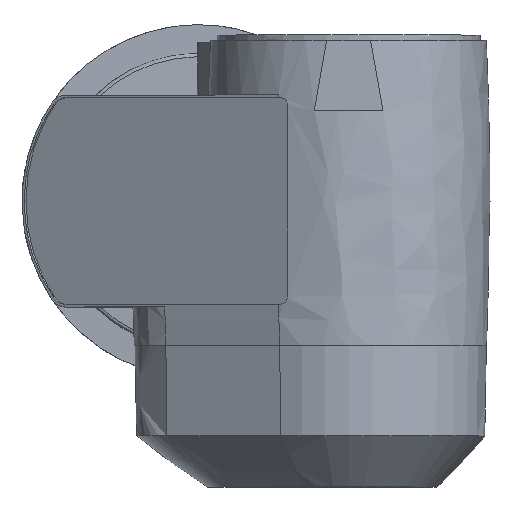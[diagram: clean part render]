
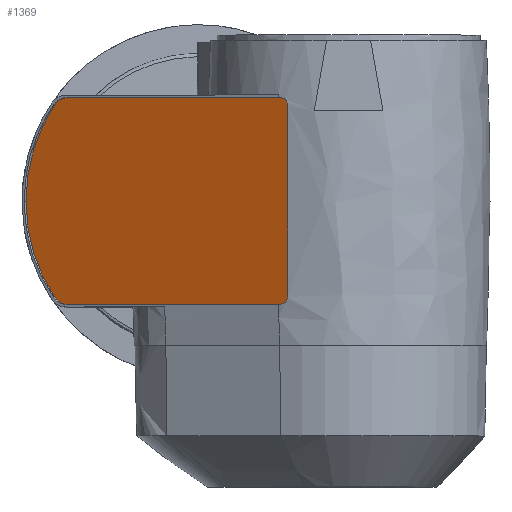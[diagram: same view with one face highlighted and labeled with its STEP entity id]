
A CAD part, top view. The second image highlights one B-rep face of the part: STEP entity #1369.
In plain terms, the highlighted free-form (B-spline) face has degree [1, 1] with [2, 2] control points.
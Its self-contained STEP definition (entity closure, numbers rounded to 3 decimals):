
#176 = EDGE_CURVE ( 'NONE', #1343, #2706, #2500, .T. ) ;
#184 = EDGE_CURVE ( 'NONE', #1343, #2895, #1098, .T. ) ;
#236 = VERTEX_POINT ( 'NONE', #1680 ) ;
#249 = VECTOR ( 'NONE', #322, 1000. ) ;
#305 = DIRECTION ( 'NONE',  ( 0., 0.866, -0.5 ) ) ;
#322 = DIRECTION ( 'NONE',  ( 0., 0.5, 0.866 ) ) ;
#373 = CARTESIAN_POINT ( 'NONE',  ( 0., 101.55, -21.55 ) ) ;
#436 = CARTESIAN_POINT ( 'NONE',  ( 53.5, 143.55, 51.196 ) ) ;
#453 = DIRECTION ( 'NONE',  ( -1., 0., 0. ) ) ;
#542 = CARTESIAN_POINT ( 'NONE',  ( 53.5, 141.05, 46.866 ) ) ;
#546 = CARTESIAN_POINT ( 'NONE',  ( -53.5, 141.05, 46.866 ) ) ;
#584 = CARTESIAN_POINT ( 'NONE',  ( -48.5, 71.006, -74.454 ) ) ;
#588 = LINE ( 'NONE', #436, #1326 ) ;
#711 = ORIENTED_EDGE ( 'NONE', *, *, #2352, .T. ) ;
#780 = CARTESIAN_POINT ( 'NONE',  ( -58.5, 143.55, 51.196 ) ) ;
#790 = AXIS2_PLACEMENT_3D ( 'NONE', #3704, #305, #4396 ) ;
#808 = VERTEX_POINT ( 'NONE', #2103 ) ;
#825 = CARTESIAN_POINT ( 'NONE',  ( -53.5, 143.55, 51.196 ) ) ;
#899 = VECTOR ( 'NONE', #1570, 1000. ) ;
#996 = EDGE_CURVE ( 'NONE', #4359, #2895, #588, .T. ) ;
#1098 = CIRCLE ( 'NONE', #3142, 5. ) ;
#1116 = ORIENTED_EDGE ( 'NONE', *, *, #4121, .F. ) ;
#1199 = ORIENTED_EDGE ( 'NONE', *, *, #176, .F. ) ;
#1322 = DIRECTION ( 'NONE',  ( 0., -0.866, 0.5 ) ) ;
#1326 = VECTOR ( 'NONE', #453, 1000. ) ;
#1343 = VERTEX_POINT ( 'NONE', #2431 ) ;
#1369 = ADVANCED_FACE ( 'NONE', ( #4253 ), #2914, .T. ) ;
#1570 = DIRECTION ( 'NONE',  ( 0., -0.5, -0.866 ) ) ;
#1589 = EDGE_CURVE ( 'NONE', #808, #236, #2025, .T. ) ;
#1621 = EDGE_CURVE ( 'NONE', #3299, #2706, #4190, .T. ) ;
#1639 = AXIS2_PLACEMENT_3D ( 'NONE', #373, #1322, #3466 ) ;
#1669 = CIRCLE ( 'NONE', #790, 10. ) ;
#1680 = CARTESIAN_POINT ( 'NONE',  ( 58.5, 141.05, 46.866 ) ) ;
#1850 = CARTESIAN_POINT ( 'NONE',  ( 58.5, 143.55, 51.196 ) ) ;
#1952 = ORIENTED_EDGE ( 'NONE', *, *, #3626, .T. ) ;
#1984 = EDGE_LOOP ( 'NONE', ( #1199, #2058, #3199, #711, #2923, #1952, #1116, #3534 ) ) ;
#2025 = LINE ( 'NONE', #4058, #249 ) ;
#2058 = ORIENTED_EDGE ( 'NONE', *, *, #184, .T. ) ;
#2103 = CARTESIAN_POINT ( 'NONE',  ( 58.5, 71.006, -74.454 ) ) ;
#2352 = EDGE_CURVE ( 'NONE', #4359, #236, #2372, .T. ) ;
#2372 = CIRCLE ( 'NONE', #3917, 5. ) ;
#2431 = CARTESIAN_POINT ( 'NONE',  ( -58.5, 141.05, 46.866 ) ) ;
#2500 = LINE ( 'NONE', #3987, #899 ) ;
#2555 = CARTESIAN_POINT ( 'NONE',  ( -54.718, 67.09, -81.236 ) ) ;
#2610 = DIRECTION ( 'NONE',  ( 0., 0.866, -0.5 ) ) ;
#2651 = DIRECTION ( 'NONE',  ( 0., 0.866, -0.5 ) ) ;
#2657 = DIRECTION ( 'NONE',  ( -0.622, -0.392, -0.678 ) ) ;
#2706 = VERTEX_POINT ( 'NONE', #3109 ) ;
#2874 = AXIS2_PLACEMENT_3D ( 'NONE', #584, #3689, #2657 ) ;
#2895 = VERTEX_POINT ( 'NONE', #825 ) ;
#2914 = B_SPLINE_SURFACE_WITH_KNOTS ( 'NONE', 1, 1, ( 
 ( #4191, #1850 ),
 ( #4227, #780 ) ),
 .UNSPECIFIED., .F., .F., .F.,
 ( 2, 2 ),
 ( 2, 2 ),
 ( 61.5, 178.5 ),
 ( -166., 6. ),
 .UNSPECIFIED. ) ;
#2923 = ORIENTED_EDGE ( 'NONE', *, *, #1589, .F. ) ;
#3109 = CARTESIAN_POINT ( 'NONE',  ( -58.5, 71.006, -74.454 ) ) ;
#3116 = CIRCLE ( 'NONE', #1639, 88. ) ;
#3142 = AXIS2_PLACEMENT_3D ( 'NONE', #546, #2651, #4035 ) ;
#3199 = ORIENTED_EDGE ( 'NONE', *, *, #996, .F. ) ;
#3299 = VERTEX_POINT ( 'NONE', #2555 ) ;
#3325 = DIRECTION ( 'NONE',  ( 0., 0.5, 0.866 ) ) ;
#3466 = DIRECTION ( 'NONE',  ( -0.622, -0.392, -0.678 ) ) ;
#3479 = CARTESIAN_POINT ( 'NONE',  ( 54.718, 67.09, -81.236 ) ) ;
#3531 = VERTEX_POINT ( 'NONE', #3479 ) ;
#3534 = ORIENTED_EDGE ( 'NONE', *, *, #1621, .T. ) ;
#3626 = EDGE_CURVE ( 'NONE', #808, #3531, #1669, .T. ) ;
#3689 = DIRECTION ( 'NONE',  ( 0., 0.866, -0.5 ) ) ;
#3704 = CARTESIAN_POINT ( 'NONE',  ( 48.5, 71.006, -74.454 ) ) ;
#3906 = CARTESIAN_POINT ( 'NONE',  ( 53.5, 143.55, 51.196 ) ) ;
#3917 = AXIS2_PLACEMENT_3D ( 'NONE', #542, #2610, #3325 ) ;
#3987 = CARTESIAN_POINT ( 'NONE',  ( -58.5, 141.05, 46.866 ) ) ;
#4035 = DIRECTION ( 'NONE',  ( -1., 0., 0. ) ) ;
#4058 = CARTESIAN_POINT ( 'NONE',  ( 58.5, 71.006, -74.454 ) ) ;
#4121 = EDGE_CURVE ( 'NONE', #3299, #3531, #3116, .T. ) ;
#4190 = CIRCLE ( 'NONE', #2874, 10. ) ;
#4191 = CARTESIAN_POINT ( 'NONE',  ( 58.5, 57.55, -97.76 ) ) ;
#4227 = CARTESIAN_POINT ( 'NONE',  ( -58.5, 57.55, -97.76 ) ) ;
#4253 = FACE_OUTER_BOUND ( 'NONE', #1984, .T. ) ;
#4359 = VERTEX_POINT ( 'NONE', #3906 ) ;
#4396 = DIRECTION ( 'NONE',  ( 1., 0., 0. ) ) ;
